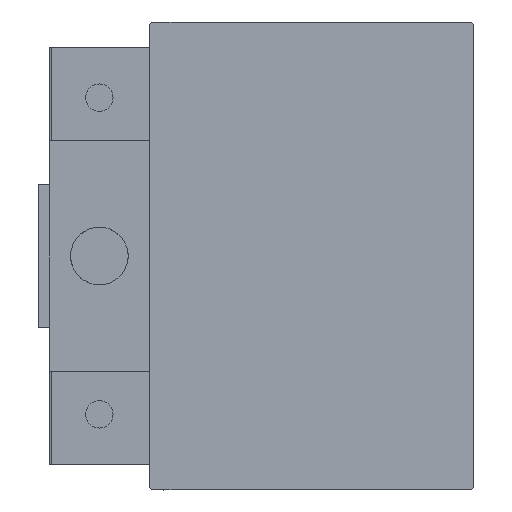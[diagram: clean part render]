
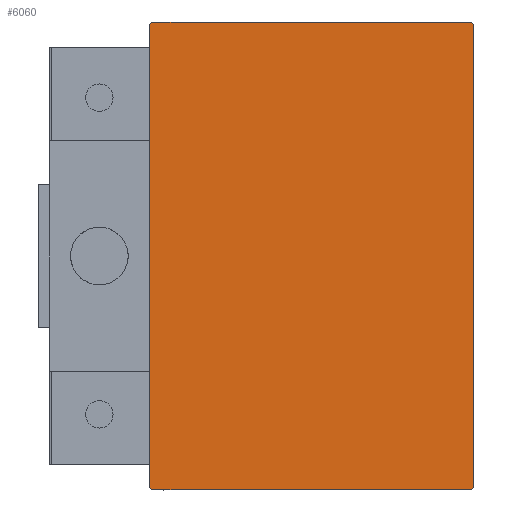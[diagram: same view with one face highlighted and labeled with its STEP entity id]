
A CAD part, left-side view. The second image highlights one B-rep face of the part: STEP entity #6060.
In plain terms, the highlighted face is planar.
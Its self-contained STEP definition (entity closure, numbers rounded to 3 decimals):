
#177 = ORIENTED_EDGE ( 'NONE', *, *, #50325, .T. ) ;
#267 = LINE ( 'NONE', #28282, #33082 ) ;
#846 = VECTOR ( 'NONE', #26162, 1000. ) ;
#2436 = LINE ( 'NONE', #48886, #31370 ) ;
#3000 = FACE_OUTER_BOUND ( 'NONE', #38053, .T. ) ;
#3022 = LINE ( 'NONE', #50478, #27688 ) ;
#4801 = VERTEX_POINT ( 'NONE', #35925 ) ;
#5611 = EDGE_CURVE ( 'NONE', #31713, #35428, #35540, .T. ) ;
#5712 = VERTEX_POINT ( 'NONE', #12987 ) ;
#5962 = DIRECTION ( 'NONE',  ( 0., 0., 1. ) ) ;
#6060 = ADVANCED_FACE ( 'NONE', ( #3000 ), #10792, .T. ) ;
#6079 = LINE ( 'NONE', #21889, #11696 ) ;
#6216 = CARTESIAN_POINT ( 'NONE',  ( 100., -22.5, -32.2 ) ) ;
#7434 = DIRECTION ( 'NONE',  ( 0., 0.707, 0.707 ) ) ;
#7560 = ORIENTED_EDGE ( 'NONE', *, *, #9995, .T. ) ;
#9995 = EDGE_CURVE ( 'NONE', #13804, #31713, #45125, .T. ) ;
#10792 = PLANE ( 'NONE',  #10957 ) ;
#10957 = AXIS2_PLACEMENT_3D ( 'NONE', #14937, #18819, #34647 ) ;
#11696 = VECTOR ( 'NONE', #37703, 1000. ) ;
#12987 = CARTESIAN_POINT ( 'NONE',  ( 100., 22.2, -32.5 ) ) ;
#13385 = DIRECTION ( 'NONE',  ( 0., 1., 0. ) ) ;
#13804 = VERTEX_POINT ( 'NONE', #19487 ) ;
#13939 = VERTEX_POINT ( 'NONE', #46688 ) ;
#14236 = CARTESIAN_POINT ( 'NONE',  ( 100., -27.35, 27.35 ) ) ;
#14937 = CARTESIAN_POINT ( 'NONE',  ( 100., 0., 0. ) ) ;
#15089 = EDGE_CURVE ( 'NONE', #24199, #13939, #267, .T. ) ;
#15555 = CARTESIAN_POINT ( 'NONE',  ( 100., 22.5, 32.5 ) ) ;
#16556 = ORIENTED_EDGE ( 'NONE', *, *, #15089, .T. ) ;
#16734 = ORIENTED_EDGE ( 'NONE', *, *, #32479, .T. ) ;
#18539 = ORIENTED_EDGE ( 'NONE', *, *, #27446, .T. ) ;
#18819 = DIRECTION ( 'NONE',  ( 1., 0., 0. ) ) ;
#19487 = CARTESIAN_POINT ( 'NONE',  ( 100., 22.5, -32.2 ) ) ;
#19867 = VECTOR ( 'NONE', #5962, 1000. ) ;
#20495 = DIRECTION ( 'NONE',  ( 0., 0.707, -0.707 ) ) ;
#20947 = VECTOR ( 'NONE', #26967, 1000. ) ;
#21889 = CARTESIAN_POINT ( 'NONE',  ( 100., -22.5, 32.5 ) ) ;
#24199 = VERTEX_POINT ( 'NONE', #6216 ) ;
#24665 = CARTESIAN_POINT ( 'NONE',  ( 100., 22.2, 32.5 ) ) ;
#26162 = DIRECTION ( 'NONE',  ( 0., -0.707, -0.707 ) ) ;
#26967 = DIRECTION ( 'NONE',  ( 0., -1., 0. ) ) ;
#27446 = EDGE_CURVE ( 'NONE', #4801, #36581, #42480, .T. ) ;
#27688 = VECTOR ( 'NONE', #7434, 1000. ) ;
#28282 = CARTESIAN_POINT ( 'NONE',  ( 100., -27.35, -27.35 ) ) ;
#29787 = ORIENTED_EDGE ( 'NONE', *, *, #5611, .T. ) ;
#31370 = VECTOR ( 'NONE', #13385, 1000. ) ;
#31618 = LINE ( 'NONE', #15555, #20947 ) ;
#31713 = VERTEX_POINT ( 'NONE', #45840 ) ;
#32479 = EDGE_CURVE ( 'NONE', #35428, #4801, #31618, .T. ) ;
#33082 = VECTOR ( 'NONE', #20495, 1000. ) ;
#33617 = ORIENTED_EDGE ( 'NONE', *, *, #35927, .T. ) ;
#34647 = DIRECTION ( 'NONE',  ( 0., 0., -1. ) ) ;
#35428 = VERTEX_POINT ( 'NONE', #24665 ) ;
#35540 = LINE ( 'NONE', #50334, #39898 ) ;
#35925 = CARTESIAN_POINT ( 'NONE',  ( 100., -22.2, 32.5 ) ) ;
#35927 = EDGE_CURVE ( 'NONE', #5712, #13804, #3022, .T. ) ;
#36581 = VERTEX_POINT ( 'NONE', #49597 ) ;
#37703 = DIRECTION ( 'NONE',  ( 0., 0., -1. ) ) ;
#38053 = EDGE_LOOP ( 'NONE', ( #177, #33617, #7560, #29787, #16734, #18539, #38268, #16556 ) ) ;
#38268 = ORIENTED_EDGE ( 'NONE', *, *, #41424, .T. ) ;
#39898 = VECTOR ( 'NONE', #46184, 1000. ) ;
#41424 = EDGE_CURVE ( 'NONE', #36581, #24199, #6079, .T. ) ;
#42480 = LINE ( 'NONE', #14236, #846 ) ;
#45125 = LINE ( 'NONE', #49272, #19867 ) ;
#45840 = CARTESIAN_POINT ( 'NONE',  ( 100., 22.5, 32.2 ) ) ;
#46184 = DIRECTION ( 'NONE',  ( 0., -0.707, 0.707 ) ) ;
#46688 = CARTESIAN_POINT ( 'NONE',  ( 100., -22.2, -32.5 ) ) ;
#48886 = CARTESIAN_POINT ( 'NONE',  ( 100., -22.5, -32.5 ) ) ;
#49272 = CARTESIAN_POINT ( 'NONE',  ( 100., 22.5, -32.5 ) ) ;
#49597 = CARTESIAN_POINT ( 'NONE',  ( 100., -22.5, 32.2 ) ) ;
#50325 = EDGE_CURVE ( 'NONE', #13939, #5712, #2436, .T. ) ;
#50334 = CARTESIAN_POINT ( 'NONE',  ( 100., 27.35, 27.35 ) ) ;
#50478 = CARTESIAN_POINT ( 'NONE',  ( 100., 27.35, -27.35 ) ) ;
